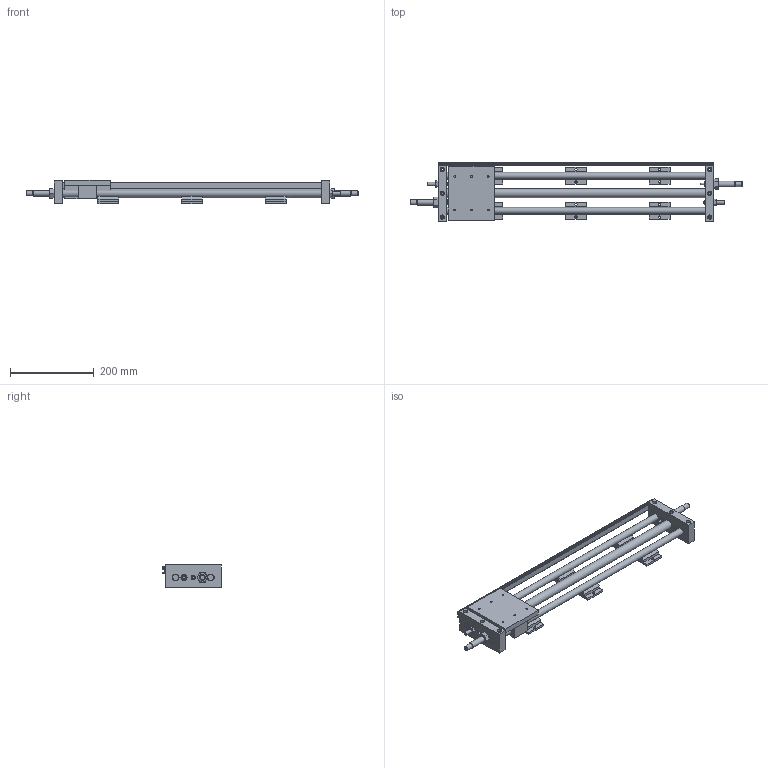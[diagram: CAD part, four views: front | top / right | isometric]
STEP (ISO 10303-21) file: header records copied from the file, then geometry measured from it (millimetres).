
FILE_DESCRIPTION((''),'2;1');
FILE_NAME('MFCH20X500.STEP','2012-11-21T06:12:29',('Administrator'),(''),'CADlook_v9.0','Cimatron E 8.0','');
FILE_SCHEMA(('AUTOMOTIVE_DESIGN { 1 2 10303 214 0 1 1 1 }'));
Length unit declared in the file: millimetre
Bounding box: 794 x 140 x 57 mm (x, y, z)
Volume: 1352498.2 mm3; surface area: 308217.9 mm2
Topology: 6 solids, 6 shells, 355 faces, 946 edges, 633 vertices
Faces by surface type: plane 219, cylinder 84, cone 40, torus 12
Full cylindrical faces by diameter (mm): 4 x2, 4.2 x6, 5.2 x4, 5.8 x4, 6 x4, 8 x4, 10 x4, 12 x2, 12.376 x2, 14 x4, 16 x6, 21.4 x2
Entity records: 14213 total; most frequent: CARTESIAN_POINT 2429, DIRECTION 1839, ORIENTED_EDGE 1738, EDGE_CURVE 869, AXIS2_PLACEMENT_3D 654, VERTEX_POINT 632, VECTOR 531, LINE 531
